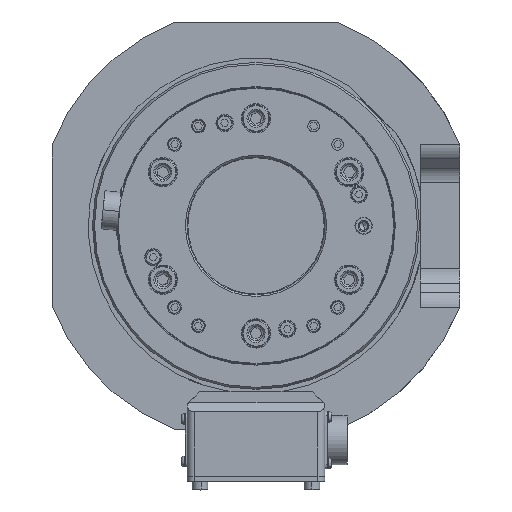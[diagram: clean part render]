
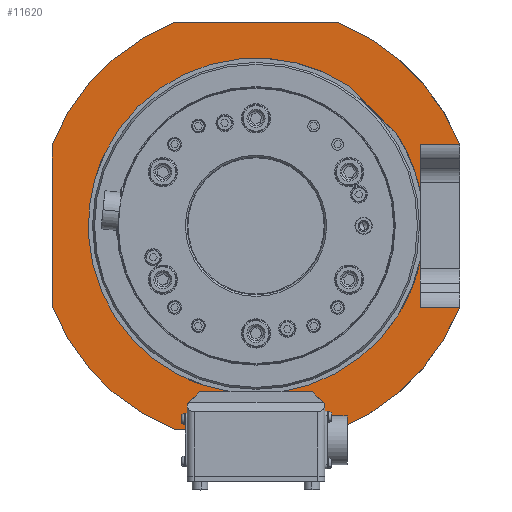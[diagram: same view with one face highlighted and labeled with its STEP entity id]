
A CAD part, front view. The second image highlights one B-rep face of the part: STEP entity #11620.
In plain terms, the highlighted planar face has unit normal (0, -1, 0).
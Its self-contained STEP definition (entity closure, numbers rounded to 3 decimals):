
#570 = CARTESIAN_POINT ( 'NONE',  ( 95.5, -37.75, 19.647 ) ) ;
#2379 = ORIENTED_EDGE ( 'NONE', *, *, #26616, .F. ) ;
#3364 = VERTEX_POINT ( 'NONE', #26735 ) ;
#3417 = DIRECTION ( 'NONE',  ( -1., 0., 0. ) ) ;
#5421 = CARTESIAN_POINT ( 'NONE',  ( 141.189, -37.75, -6.131 ) ) ;
#6157 = LINE ( 'NONE', #45858, #107911 ) ;
#6260 = VERTEX_POINT ( 'NONE', #10813 ) ;
#6675 = ORIENTED_EDGE ( 'NONE', *, *, #69166, .T. ) ;
#7446 = CARTESIAN_POINT ( 'NONE',  ( 0., -37.75, 0. ) ) ;
#7648 = ORIENTED_EDGE ( 'NONE', *, *, #88208, .F. ) ;
#8446 = VECTOR ( 'NONE', #9566, 1000. ) ;
#8816 = VERTEX_POINT ( 'NONE', #116982 ) ;
#8965 = VERTEX_POINT ( 'NONE', #72179 ) ;
#9566 = DIRECTION ( 'NONE',  ( -1., 0., 0. ) ) ;
#9759 = AXIS2_PLACEMENT_3D ( 'NONE', #18660, #16730, #38843 ) ;
#10343 = CARTESIAN_POINT ( 'NONE',  ( 0., -37.75, 0. ) ) ;
#10813 = CARTESIAN_POINT ( 'NONE',  ( 118.373, -37.75, 47.371 ) ) ;
#11620 = ADVANCED_FACE ( 'NONE', ( #16252 ), #43624, .T. ) ;
#12469 = EDGE_CURVE ( 'NONE', #8965, #6260, #6157, .T. ) ;
#12919 = DIRECTION ( 'NONE',  ( 0., 0., 1. ) ) ;
#13488 = EDGE_CURVE ( 'NONE', #19479, #65495, #59039, .T. ) ;
#13614 = DIRECTION ( 'NONE',  ( 0., 0., -1. ) ) ;
#13986 = EDGE_CURVE ( 'NONE', #19479, #109479, #16799, .T. ) ;
#14505 = VERTEX_POINT ( 'NONE', #21263 ) ;
#16252 = FACE_OUTER_BOUND ( 'NONE', #81140, .T. ) ;
#16730 = DIRECTION ( 'NONE',  ( 0., -1., 0. ) ) ;
#16799 = CIRCLE ( 'NONE', #62513, 127.5 ) ;
#16978 = EDGE_CURVE ( 'NONE', #85758, #125676, #100892, .T. ) ;
#18660 = CARTESIAN_POINT ( 'NONE',  ( 0., -37.75, 0. ) ) ;
#19479 = VERTEX_POINT ( 'NONE', #38574 ) ;
#19491 = DIRECTION ( 'NONE',  ( 0., -1., 0. ) ) ;
#21230 = CARTESIAN_POINT ( 'NONE',  ( 118.373, -37.75, -47.371 ) ) ;
#21263 = CARTESIAN_POINT ( 'NONE',  ( 95.5, -37.75, -19.647 ) ) ;
#22670 = LINE ( 'NONE', #62374, #108879 ) ;
#22699 = CARTESIAN_POINT ( 'NONE',  ( 0., -37.75, 0. ) ) ;
#23457 = ORIENTED_EDGE ( 'NONE', *, *, #28339, .T. ) ;
#26616 = EDGE_CURVE ( 'NONE', #118558, #8816, #22670, .T. ) ;
#26735 = CARTESIAN_POINT ( 'NONE',  ( 81.421, -37.75, 53.636 ) ) ;
#27924 = ORIENTED_EDGE ( 'NONE', *, *, #116503, .F. ) ;
#28273 = DIRECTION ( 'NONE',  ( 0., -1., 0. ) ) ;
#28339 = EDGE_CURVE ( 'NONE', #109479, #30239, #113246, .T. ) ;
#28479 = DIRECTION ( 'NONE',  ( 0., -1., 0. ) ) ;
#29936 = DIRECTION ( 'NONE',  ( 1., 0., 0. ) ) ;
#30239 = VERTEX_POINT ( 'NONE', #30326 ) ;
#30326 = CARTESIAN_POINT ( 'NONE',  ( 95.5, -37.75, -47.371 ) ) ;
#31814 = CARTESIAN_POINT ( 'NONE',  ( 95.5, -37.75, 0. ) ) ;
#31886 = ORIENTED_EDGE ( 'NONE', *, *, #126740, .F. ) ;
#32879 = AXIS2_PLACEMENT_3D ( 'NONE', #10343, #39625, #59820 ) ;
#33736 = VERTEX_POINT ( 'NONE', #72622 ) ;
#34969 = EDGE_CURVE ( 'NONE', #3364, #85758, #104253, .T. ) ;
#36305 = CARTESIAN_POINT ( 'NONE',  ( 0., -37.75, 0. ) ) ;
#37155 = ORIENTED_EDGE ( 'NONE', *, *, #16978, .F. ) ;
#38574 = CARTESIAN_POINT ( 'NONE',  ( 47.053, -37.75, -118.5 ) ) ;
#38843 = DIRECTION ( 'NONE',  ( 0., 0., -1. ) ) ;
#39625 = DIRECTION ( 'NONE',  ( 0., -1., 0. ) ) ;
#43624 = PLANE ( 'NONE',  #93317 ) ;
#44843 = CARTESIAN_POINT ( 'NONE',  ( -47.053, -37.75, -118.5 ) ) ;
#45858 = CARTESIAN_POINT ( 'NONE',  ( 118.5, -37.75, 47.371 ) ) ;
#47339 = CARTESIAN_POINT ( 'NONE',  ( 118.5, -37.75, -118.5 ) ) ;
#49465 = LINE ( 'NONE', #97528, #128084 ) ;
#51609 = VERTEX_POINT ( 'NONE', #75162 ) ;
#53798 = ORIENTED_EDGE ( 'NONE', *, *, #127333, .T. ) ;
#59039 = LINE ( 'NONE', #47339, #8446 ) ;
#59211 = DIRECTION ( 'NONE',  ( 0., 0., -1. ) ) ;
#59820 = DIRECTION ( 'NONE',  ( 0., 0., -1. ) ) ;
#60241 = ORIENTED_EDGE ( 'NONE', *, *, #13986, .T. ) ;
#60466 = DIRECTION ( 'NONE',  ( 0., 0., 1. ) ) ;
#60496 = AXIS2_PLACEMENT_3D ( 'NONE', #7446, #28273, #104976 ) ;
#62374 = CARTESIAN_POINT ( 'NONE',  ( -118.5, -37.75, 118.5 ) ) ;
#62405 = DIRECTION ( 'NONE',  ( 0., -1., 0. ) ) ;
#62513 = AXIS2_PLACEMENT_3D ( 'NONE', #69259, #99123, #108824 ) ;
#62543 = VECTOR ( 'NONE', #60466, 1000. ) ;
#63238 = CARTESIAN_POINT ( 'NONE',  ( 47.053, -37.75, 118.5 ) ) ;
#63352 = CIRCLE ( 'NONE', #121326, 97.5 ) ;
#65495 = VERTEX_POINT ( 'NONE', #44843 ) ;
#66432 = CARTESIAN_POINT ( 'NONE',  ( -118.5, -37.75, -47.053 ) ) ;
#66912 = ORIENTED_EDGE ( 'NONE', *, *, #34969, .F. ) ;
#67962 = DIRECTION ( 'NONE',  ( 1., 0., 0. ) ) ;
#68379 = VECTOR ( 'NONE', #124337, 1000. ) ;
#68945 = CARTESIAN_POINT ( 'NONE',  ( 0., -37.75, 0. ) ) ;
#69166 = EDGE_CURVE ( 'NONE', #30239, #14505, #49465, .T. ) ;
#69259 = CARTESIAN_POINT ( 'NONE',  ( 0., -37.75, 0. ) ) ;
#72179 = CARTESIAN_POINT ( 'NONE',  ( 95.5, -37.75, 47.371 ) ) ;
#72622 = CARTESIAN_POINT ( 'NONE',  ( 13.928, -37.75, -96.5 ) ) ;
#74196 = DIRECTION ( 'NONE',  ( 0., -1., 0. ) ) ;
#75162 = CARTESIAN_POINT ( 'NONE',  ( -47.053, -37.75, 118.5 ) ) ;
#75596 = ORIENTED_EDGE ( 'NONE', *, *, #108127, .T. ) ;
#80285 = ORIENTED_EDGE ( 'NONE', *, *, #126529, .F. ) ;
#81140 = EDGE_LOOP ( 'NONE', ( #82596, #101087, #60241, #23457, #6675, #27924, #80285, #37155, #66912, #7648, #53798, #102308, #92877, #31886, #75596, #2379 ) ) ;
#82596 = ORIENTED_EDGE ( 'NONE', *, *, #108953, .T. ) ;
#83447 = CARTESIAN_POINT ( 'NONE',  ( 0., -37.75, -47.371 ) ) ;
#84223 = CIRCLE ( 'NONE', #104943, 127.5 ) ;
#85758 = VERTEX_POINT ( 'NONE', #123456 ) ;
#87137 = VECTOR ( 'NONE', #29936, 1000. ) ;
#87905 = VERTEX_POINT ( 'NONE', #570 ) ;
#88208 = EDGE_CURVE ( 'NONE', #87905, #3364, #124631, .T. ) ;
#92877 = ORIENTED_EDGE ( 'NONE', *, *, #103576, .T. ) ;
#93317 = AXIS2_PLACEMENT_3D ( 'NONE', #123474, #74196, #102752 ) ;
#97528 = CARTESIAN_POINT ( 'NONE',  ( 95.5, -37.75, 0. ) ) ;
#97832 = CIRCLE ( 'NONE', #60496, 127.5 ) ;
#98173 = LINE ( 'NONE', #127359, #87137 ) ;
#99123 = DIRECTION ( 'NONE',  ( 0., -1., 0. ) ) ;
#100892 = CIRCLE ( 'NONE', #9759, 97.5 ) ;
#101087 = ORIENTED_EDGE ( 'NONE', *, *, #13488, .F. ) ;
#102308 = ORIENTED_EDGE ( 'NONE', *, *, #12469, .T. ) ;
#102752 = DIRECTION ( 'NONE',  ( 0., 0., -1. ) ) ;
#103576 = EDGE_CURVE ( 'NONE', #6260, #114664, #84223, .T. ) ;
#104253 = LINE ( 'NONE', #5421, #68379 ) ;
#104943 = AXIS2_PLACEMENT_3D ( 'NONE', #22699, #62405, #13614 ) ;
#104976 = DIRECTION ( 'NONE',  ( 0., 0., -1. ) ) ;
#105018 = CARTESIAN_POINT ( 'NONE',  ( -13.928, -37.75, -96.5 ) ) ;
#105482 = CIRCLE ( 'NONE', #32879, 127.5 ) ;
#106613 = DIRECTION ( 'NONE',  ( 0., 0., 1. ) ) ;
#107911 = VECTOR ( 'NONE', #67962, 1000. ) ;
#108060 = AXIS2_PLACEMENT_3D ( 'NONE', #36305, #28479, #126538 ) ;
#108127 = EDGE_CURVE ( 'NONE', #51609, #8816, #105482, .T. ) ;
#108824 = DIRECTION ( 'NONE',  ( 0., 0., -1. ) ) ;
#108879 = VECTOR ( 'NONE', #12919, 1000. ) ;
#108953 = EDGE_CURVE ( 'NONE', #118558, #65495, #97832, .T. ) ;
#109479 = VERTEX_POINT ( 'NONE', #21230 ) ;
#110158 = VECTOR ( 'NONE', #112204, 1000. ) ;
#111278 = VECTOR ( 'NONE', #3417, 1000. ) ;
#111706 = LINE ( 'NONE', #31814, #62543 ) ;
#112204 = DIRECTION ( 'NONE',  ( 1., 0., 0. ) ) ;
#113246 = LINE ( 'NONE', #83447, #111278 ) ;
#114664 = VERTEX_POINT ( 'NONE', #63238 ) ;
#116503 = EDGE_CURVE ( 'NONE', #33736, #14505, #63352, .T. ) ;
#116982 = CARTESIAN_POINT ( 'NONE',  ( -118.5, -37.75, 47.053 ) ) ;
#118558 = VERTEX_POINT ( 'NONE', #66432 ) ;
#120047 = CARTESIAN_POINT ( 'NONE',  ( 118.5, -37.75, 118.5 ) ) ;
#120669 = LINE ( 'NONE', #120047, #110158 ) ;
#121326 = AXIS2_PLACEMENT_3D ( 'NONE', #68945, #19491, #59211 ) ;
#123456 = CARTESIAN_POINT ( 'NONE',  ( 53.636, -37.75, 81.421 ) ) ;
#123474 = CARTESIAN_POINT ( 'NONE',  ( 0., -37.75, 0. ) ) ;
#124337 = DIRECTION ( 'NONE',  ( -0.707, 0., 0.707 ) ) ;
#124631 = CIRCLE ( 'NONE', #108060, 97.5 ) ;
#125676 = VERTEX_POINT ( 'NONE', #105018 ) ;
#126529 = EDGE_CURVE ( 'NONE', #125676, #33736, #98173, .T. ) ;
#126538 = DIRECTION ( 'NONE',  ( 0., 0., -1. ) ) ;
#126740 = EDGE_CURVE ( 'NONE', #51609, #114664, #120669, .T. ) ;
#127333 = EDGE_CURVE ( 'NONE', #87905, #8965, #111706, .T. ) ;
#127359 = CARTESIAN_POINT ( 'NONE',  ( 53.664, -37.75, -96.5 ) ) ;
#128084 = VECTOR ( 'NONE', #106613, 1000. ) ;
